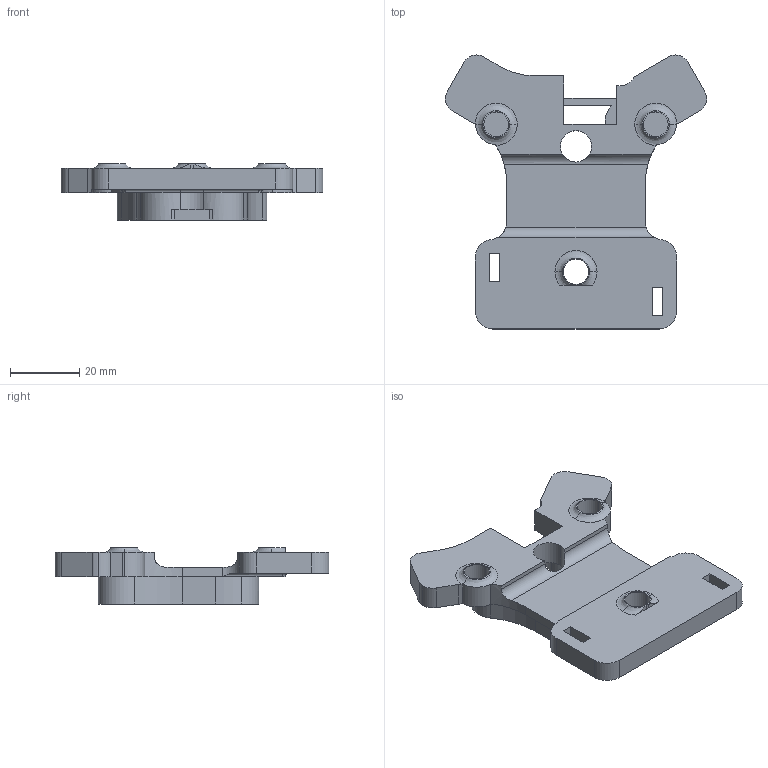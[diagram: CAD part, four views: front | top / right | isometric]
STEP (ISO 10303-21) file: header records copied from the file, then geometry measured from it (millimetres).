
FILE_DESCRIPTION (( 'STEP AP214' ), '1' );
FILE_NAME ('Face_Bracket.STEP', '2021-08-15T09:20:59', ( '' ), ( '' ), 'SwSTEP 2.0', 'SolidWorks 2020', '' );
FILE_SCHEMA (( 'AUTOMOTIVE_DESIGN' ));
Length unit declared in the file: millimetre
Products named in the file (1): Face_Bracket
Bounding box: 75.35 x 78.95 x 16.15 mm (x, y, z)
Volume: 23711.4 mm3; surface area: 13351.5 mm2
Topology: 1 solids, 1 shells, 136 faces, 383 edges, 253 vertices
Faces by surface type: cylinder 70, plane 59, torus 7
Entity records: 4630 total; most frequent: CARTESIAN_POINT 946, DIRECTION 793, ORIENTED_EDGE 766, EDGE_CURVE 383, AXIS2_PLACEMENT_3D 292, VERTEX_POINT 253, LINE 209, VECTOR 209
